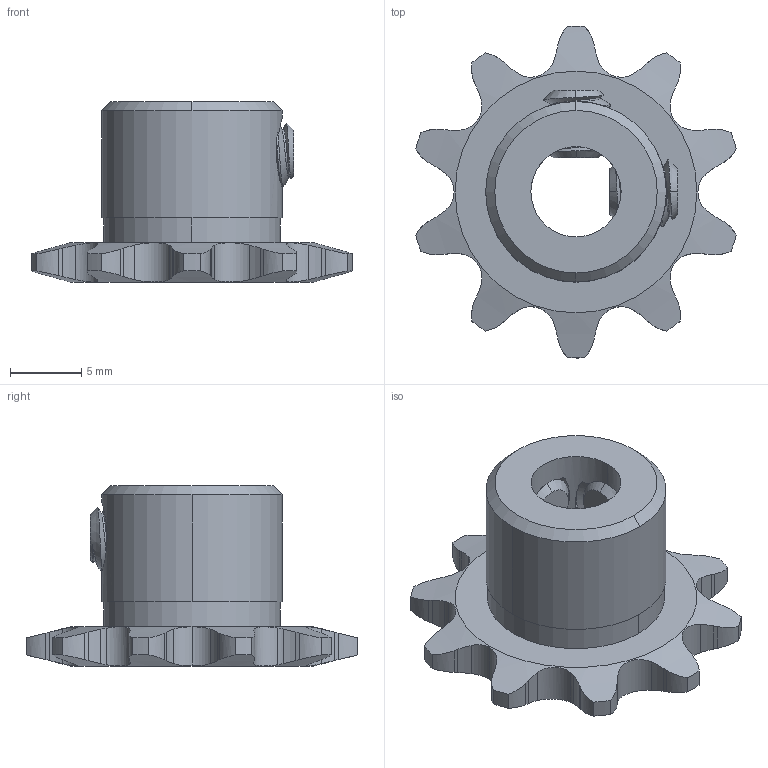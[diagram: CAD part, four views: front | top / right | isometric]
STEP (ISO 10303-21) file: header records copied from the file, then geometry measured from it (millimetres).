
FILE_DESCRIPTION (( 'STEP AP203' ), '1' );
FILE_NAME ('2737T2_Roller Chain Sprocket.STEP', '2021-09-09T14:05:36', ( 'Administrator' ), ( 'Managed by Terraform' ), 'SwSTEP 2.0', 'SolidWorks 2017', '' );
FILE_SCHEMA (( 'CONFIG_CONTROL_DESIGN' ));
Length unit declared in the file: inch
Products named in the file (1): 2737T2_Roller Chain Sprocket
Bounding box: 22.55 x 23.35 x 12.7 mm (x, y, z)
Volume: 1676 mm3; surface area: 1752.8 mm2
Topology: 3 solids, 3 shells, 200 faces, 544 edges, 352 vertices
Faces by surface type: cylinder 100, plane 42, cone 36, bspline 22
Entity records: 12575 total; most frequent: CARTESIAN_POINT 8158, ORIENTED_EDGE 1088, DIRECTION 664, EDGE_CURVE 544, VERTEX_POINT 352, AXIS2_PLACEMENT_3D 250, B_SPLINE_CURVE_WITH_KNOTS 239, EDGE_LOOP 208
